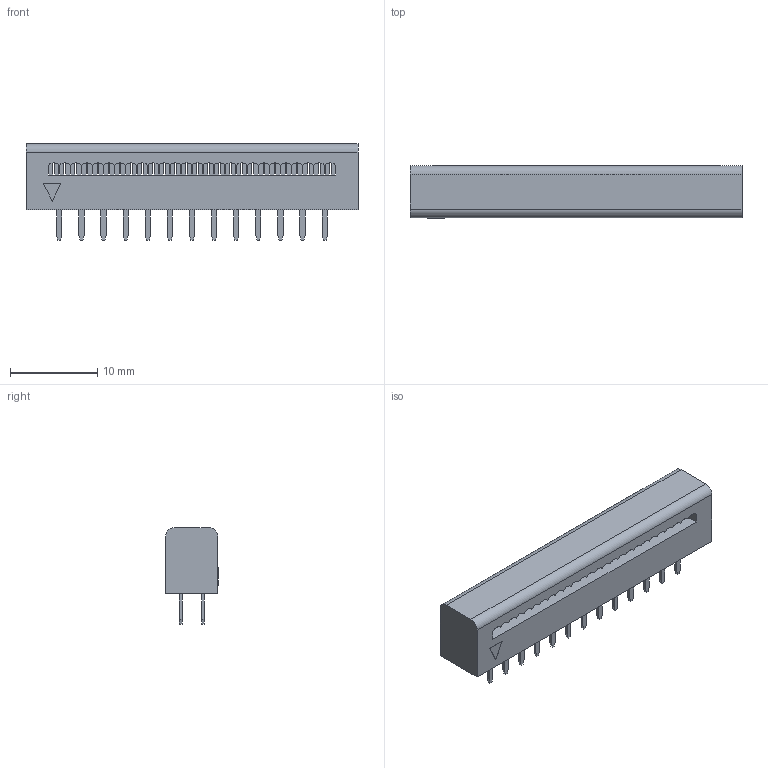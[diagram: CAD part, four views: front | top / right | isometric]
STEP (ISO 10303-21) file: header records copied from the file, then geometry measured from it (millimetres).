
FILE_DESCRIPTION(('STEP AP214'), '1');
FILE_NAME('DS1018 (FDC CONNFLY)', '2018-12-17T16:34:41', ('Egor'), (''), 'ASCON STEP Converter 1.3', 'ASCON Math Kernel', '');
FILE_SCHEMA(('AUTOMOTIVE_DESIGN { 1 0 10303 214 3 1 1}'));
Length unit declared in the file: millimetre
Bounding box: 38.12 x 6.05 x 11.1 mm (x, y, z)
Volume: 1388.3 mm3; surface area: 1799.3 mm2
Topology: 1 solids, 1 shells, 564 faces, 1449 edges, 966 vertices
Faces by surface type: plane 510, cylinder 54
Entity records: 21421 total; most frequent: CARTESIAN_POINT 2980, ORIENTED_EDGE 2898, DIRECTION 2687, EDGE_CURVE 1449, LINE 1341, VECTOR 1341, VERTEX_POINT 966, AXIS2_PLACEMENT_3D 673
